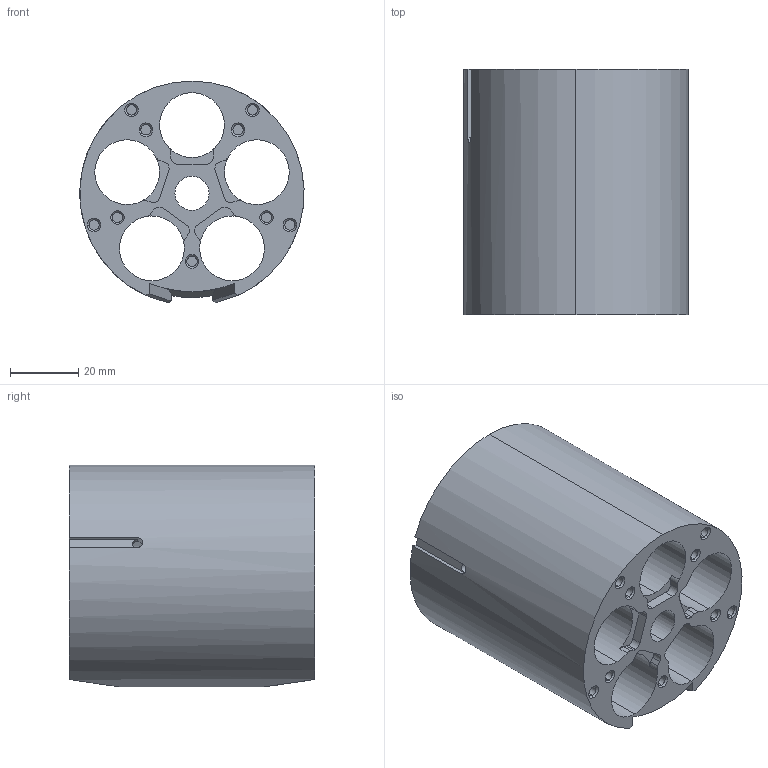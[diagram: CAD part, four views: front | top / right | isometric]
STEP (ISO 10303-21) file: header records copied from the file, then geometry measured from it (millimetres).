
FILE_DESCRIPTION (( 'STEP AP214' ), '1' );
FILE_NAME ('萇喀累翋极.STEP', '2022-12-21T13:17:43', ( '' ), ( '' ), 'SwSTEP 2.0', 'SolidWorks 2022', '' );
FILE_SCHEMA (( 'AUTOMOTIVE_DESIGN' ));
Length unit declared in the file: millimetre
Products named in the file (1): 萇喀累翋极
Bounding box: 65.74 x 72 x 65.08 mm (x, y, z)
Volume: 131966.7 mm3; surface area: 43635.8 mm2
Topology: 1 solids, 1 shells, 215 faces, 550 edges, 354 vertices
Faces by surface type: cylinder 102, plane 73, cone 36, bspline 4
Entity records: 6859 total; most frequent: CARTESIAN_POINT 1435, DIRECTION 1192, ORIENTED_EDGE 1100, EDGE_CURVE 550, AXIS2_PLACEMENT_3D 462, VERTEX_POINT 354, LINE 268, VECTOR 268
